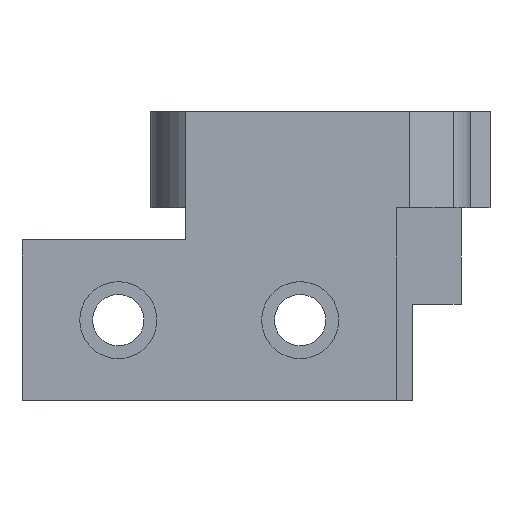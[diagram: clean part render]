
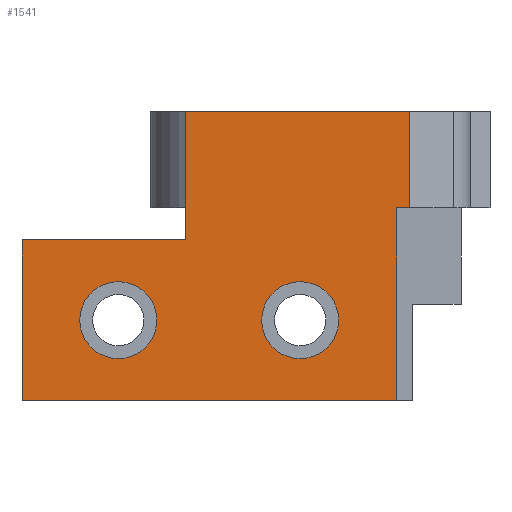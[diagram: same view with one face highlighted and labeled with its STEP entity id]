
A CAD part, front view. The second image highlights one B-rep face of the part: STEP entity #1541.
In plain terms, the highlighted planar face has unit normal (0, -1, 0).
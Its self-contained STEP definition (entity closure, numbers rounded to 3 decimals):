
#10 = ORIENTED_EDGE ( 'NONE', *, *, #2470, .T. ) ;
#19 = VECTOR ( 'NONE', #341, 1000. ) ;
#25 = CARTESIAN_POINT ( 'NONE',  ( 4.628, -1.19, -6. ) ) ;
#28 = AXIS2_PLACEMENT_3D ( 'NONE', #648, #1490, #2384 ) ;
#39 = CIRCLE ( 'NONE', #214, 1.2 ) ;
#65 = LINE ( 'NONE', #25, #2617 ) ;
#67 = VECTOR ( 'NONE', #628, 1000. ) ;
#99 = ORIENTED_EDGE ( 'NONE', *, *, #2405, .F. ) ;
#133 = EDGE_LOOP ( 'NONE', ( #516, #653, #1091, #1386, #414, #10, #2381, #2243 ) ) ;
#144 = CARTESIAN_POINT ( 'NONE',  ( -1.955, -1.19, 0. ) ) ;
#150 = CARTESIAN_POINT ( 'NONE',  ( 5.04, -1.19, 3. ) ) ;
#178 = DIRECTION ( 'NONE',  ( 1., 0., 0. ) ) ;
#181 = DIRECTION ( 'NONE',  ( 0., 0., -1. ) ) ;
#193 = CARTESIAN_POINT ( 'NONE',  ( -7.04, -1.19, -6. ) ) ;
#197 = DIRECTION ( 'NONE',  ( 0., 0., 1. ) ) ;
#214 = AXIS2_PLACEMENT_3D ( 'NONE', #1269, #2103, #2293 ) ;
#224 = EDGE_CURVE ( 'NONE', #508, #939, #1747, .T. ) ;
#245 = CARTESIAN_POINT ( 'NONE',  ( 1.628, -1.19, -2.3 ) ) ;
#260 = VECTOR ( 'NONE', #178, 1000. ) ;
#290 = EDGE_CURVE ( 'NONE', #1289, #2182, #2237, .T. ) ;
#341 = DIRECTION ( 'NONE',  ( -1., 0., 0. ) ) ;
#383 = DIRECTION ( 'NONE',  ( 0., 0., -1. ) ) ;
#414 = ORIENTED_EDGE ( 'NONE', *, *, #290, .T. ) ;
#466 = VERTEX_POINT ( 'NONE', #1445 ) ;
#470 = EDGE_CURVE ( 'NONE', #1087, #1829, #39, .T. ) ;
#478 = DIRECTION ( 'NONE',  ( 0., 0., -1. ) ) ;
#508 = VERTEX_POINT ( 'NONE', #1718 ) ;
#516 = ORIENTED_EDGE ( 'NONE', *, *, #1235, .T. ) ;
#551 = CIRCLE ( 'NONE', #1126, 1.2 ) ;
#563 = CARTESIAN_POINT ( 'NONE',  ( -1.955, -1.19, 3. ) ) ;
#615 = DIRECTION ( 'NONE',  ( 0., 1., 0. ) ) ;
#628 = DIRECTION ( 'NONE',  ( 1., 0., 0. ) ) ;
#648 = CARTESIAN_POINT ( 'NONE',  ( 1.628, -1.19, -3.5 ) ) ;
#653 = ORIENTED_EDGE ( 'NONE', *, *, #1051, .T. ) ;
#673 = DIRECTION ( 'NONE',  ( 0., 0., 1. ) ) ;
#733 = CARTESIAN_POINT ( 'NONE',  ( 5.04, -1.19, 0. ) ) ;
#762 = LINE ( 'NONE', #1389, #19 ) ;
#773 = EDGE_LOOP ( 'NONE', ( #99, #1713 ) ) ;
#823 = VECTOR ( 'NONE', #1811, 1000. ) ;
#926 = VERTEX_POINT ( 'NONE', #1966 ) ;
#939 = VERTEX_POINT ( 'NONE', #733 ) ;
#984 = AXIS2_PLACEMENT_3D ( 'NONE', #2144, #1296, #478 ) ;
#1051 = EDGE_CURVE ( 'NONE', #1676, #939, #2020, .T. ) ;
#1052 = VECTOR ( 'NONE', #2684, 1000. ) ;
#1087 = VERTEX_POINT ( 'NONE', #1430 ) ;
#1091 = ORIENTED_EDGE ( 'NONE', *, *, #224, .F. ) ;
#1122 = CIRCLE ( 'NONE', #984, 1.2 ) ;
#1126 = AXIS2_PLACEMENT_3D ( 'NONE', #2269, #2252, #383 ) ;
#1159 = CARTESIAN_POINT ( 'NONE',  ( -1.955, -1.19, -1. ) ) ;
#1189 = EDGE_CURVE ( 'NONE', #2371, #1332, #1784, .T. ) ;
#1235 = EDGE_CURVE ( 'NONE', #466, #1676, #65, .T. ) ;
#1269 = CARTESIAN_POINT ( 'NONE',  ( -4.04, -1.19, -3.5 ) ) ;
#1289 = VERTEX_POINT ( 'NONE', #1942 ) ;
#1296 = DIRECTION ( 'NONE',  ( 0., -1., 0. ) ) ;
#1332 = VERTEX_POINT ( 'NONE', #1504 ) ;
#1386 = ORIENTED_EDGE ( 'NONE', *, *, #1575, .F. ) ;
#1389 = CARTESIAN_POINT ( 'NONE',  ( 9.848, -1.19, -1. ) ) ;
#1390 = AXIS2_PLACEMENT_3D ( 'NONE', #2302, #615, #197 ) ;
#1430 = CARTESIAN_POINT ( 'NONE',  ( -4.04, -1.19, -4.7 ) ) ;
#1440 = PLANE ( 'NONE',  #1390 ) ;
#1445 = CARTESIAN_POINT ( 'NONE',  ( 4.628, -1.19, -6. ) ) ;
#1488 = ORIENTED_EDGE ( 'NONE', *, *, #470, .F. ) ;
#1490 = DIRECTION ( 'NONE',  ( 0., -1., 0. ) ) ;
#1504 = CARTESIAN_POINT ( 'NONE',  ( 1.628, -1.19, -4.7 ) ) ;
#1541 = ADVANCED_FACE ( 'NONE', ( #2082, #2260, #2495 ), #1440, .F. ) ;
#1575 = EDGE_CURVE ( 'NONE', #1289, #508, #2507, .T. ) ;
#1641 = EDGE_LOOP ( 'NONE', ( #1488, #1872 ) ) ;
#1676 = VERTEX_POINT ( 'NONE', #2331 ) ;
#1713 = ORIENTED_EDGE ( 'NONE', *, *, #1189, .F. ) ;
#1718 = CARTESIAN_POINT ( 'NONE',  ( 5.04, -1.19, 3. ) ) ;
#1722 = CARTESIAN_POINT ( 'NONE',  ( 4.628, -1.19, -6. ) ) ;
#1747 = LINE ( 'NONE', #150, #823 ) ;
#1784 = CIRCLE ( 'NONE', #28, 1.2 ) ;
#1785 = EDGE_CURVE ( 'NONE', #1829, #1087, #551, .T. ) ;
#1811 = DIRECTION ( 'NONE',  ( 0., 0., -1. ) ) ;
#1829 = VERTEX_POINT ( 'NONE', #2472 ) ;
#1872 = ORIENTED_EDGE ( 'NONE', *, *, #1785, .F. ) ;
#1880 = EDGE_CURVE ( 'NONE', #926, #1883, #2297, .T. ) ;
#1883 = VERTEX_POINT ( 'NONE', #2488 ) ;
#1942 = CARTESIAN_POINT ( 'NONE',  ( -1.955, -1.19, 3. ) ) ;
#1955 = VECTOR ( 'NONE', #1976, 1000. ) ;
#1966 = CARTESIAN_POINT ( 'NONE',  ( -7.04, -1.19, -1. ) ) ;
#1976 = DIRECTION ( 'NONE',  ( -1., 0., 0. ) ) ;
#1982 = EDGE_CURVE ( 'NONE', #466, #1883, #2548, .T. ) ;
#2020 = LINE ( 'NONE', #144, #260 ) ;
#2082 = FACE_BOUND ( 'NONE', #1641, .T. ) ;
#2103 = DIRECTION ( 'NONE',  ( 0., -1., 0. ) ) ;
#2144 = CARTESIAN_POINT ( 'NONE',  ( 1.628, -1.19, -3.5 ) ) ;
#2182 = VERTEX_POINT ( 'NONE', #1159 ) ;
#2237 = LINE ( 'NONE', #563, #1052 ) ;
#2243 = ORIENTED_EDGE ( 'NONE', *, *, #1982, .F. ) ;
#2244 = CARTESIAN_POINT ( 'NONE',  ( -1.955, -1.19, 3. ) ) ;
#2252 = DIRECTION ( 'NONE',  ( 0., -1., 0. ) ) ;
#2260 = FACE_BOUND ( 'NONE', #773, .T. ) ;
#2269 = CARTESIAN_POINT ( 'NONE',  ( -4.04, -1.19, -3.5 ) ) ;
#2293 = DIRECTION ( 'NONE',  ( 0., 0., -1. ) ) ;
#2297 = LINE ( 'NONE', #193, #2479 ) ;
#2302 = CARTESIAN_POINT ( 'NONE',  ( -1.955, -1.19, 3. ) ) ;
#2331 = CARTESIAN_POINT ( 'NONE',  ( 4.628, -1.19, 0. ) ) ;
#2371 = VERTEX_POINT ( 'NONE', #245 ) ;
#2381 = ORIENTED_EDGE ( 'NONE', *, *, #1880, .T. ) ;
#2384 = DIRECTION ( 'NONE',  ( 0., 0., -1. ) ) ;
#2405 = EDGE_CURVE ( 'NONE', #1332, #2371, #1122, .T. ) ;
#2470 = EDGE_CURVE ( 'NONE', #2182, #926, #762, .T. ) ;
#2472 = CARTESIAN_POINT ( 'NONE',  ( -4.04, -1.19, -2.3 ) ) ;
#2479 = VECTOR ( 'NONE', #181, 1000. ) ;
#2488 = CARTESIAN_POINT ( 'NONE',  ( -7.04, -1.19, -6. ) ) ;
#2495 = FACE_OUTER_BOUND ( 'NONE', #133, .T. ) ;
#2507 = LINE ( 'NONE', #2244, #67 ) ;
#2548 = LINE ( 'NONE', #1722, #1955 ) ;
#2617 = VECTOR ( 'NONE', #673, 1000. ) ;
#2684 = DIRECTION ( 'NONE',  ( 0., 0., -1. ) ) ;
